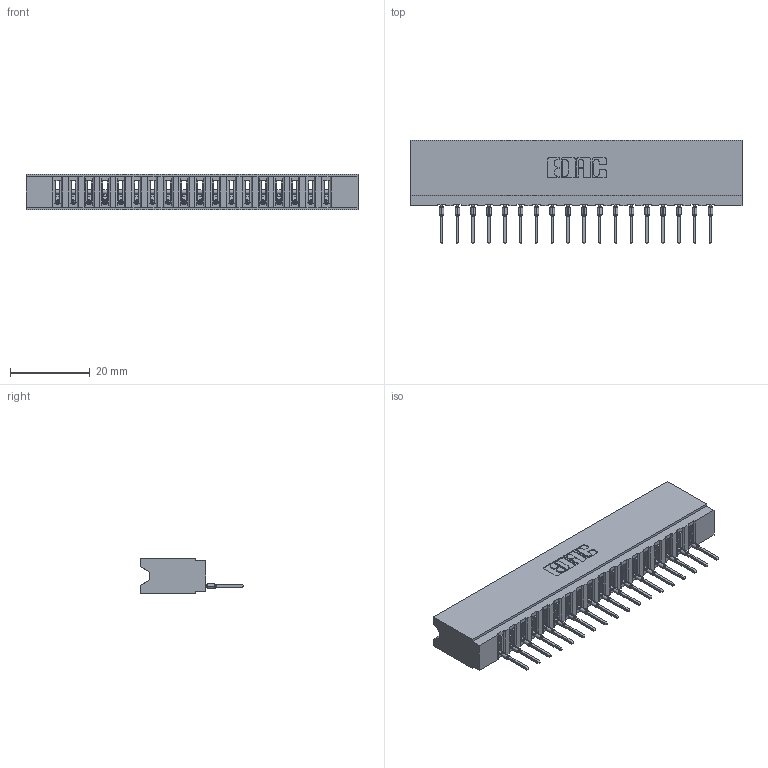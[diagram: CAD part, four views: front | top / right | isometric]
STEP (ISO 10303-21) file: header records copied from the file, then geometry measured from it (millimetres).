
FILE_DESCRIPTION (( 'STEP AP203' ), '1' );
FILE_NAME ('737-018-522-106.STEP', '2020-09-10T20:23:58', ( '' ), ( '' ), 'SwSTEP 2.0', 'SolidWorks 2020', '' );
FILE_SCHEMA (( 'CONFIG_CONTROL_DESIGN' ));
Length unit declared in the file: inch
Products named in the file (3): 745-292-001_522; 737 Part_Insulator Option - 06; 737-018-522-106
Assembly tree (19 placements, depth 2):
  737-018-522-106
    737 Part_Insulator Option - 06
    745-292-001_522  x18
Bounding box: 83.16 x 25.92 x 8.89 mm (x, y, z)
Volume: 8194.6 mm3; surface area: 10619.7 mm2
Topology: 19 solids, 19 shells, 2129 faces, 5855 edges, 3698 vertices
Faces by surface type: plane 1279, cylinder 382, bspline 360, torus 108
Entity records: 33591 total; most frequent: CARTESIAN_POINT 6422, ORIENTED_EDGE 5828, DIRECTION 5072, EDGE_CURVE 2914, VECTOR 2624, LINE 2624, VERTEX_POINT 1862, AXIS2_PLACEMENT_3D 1224
